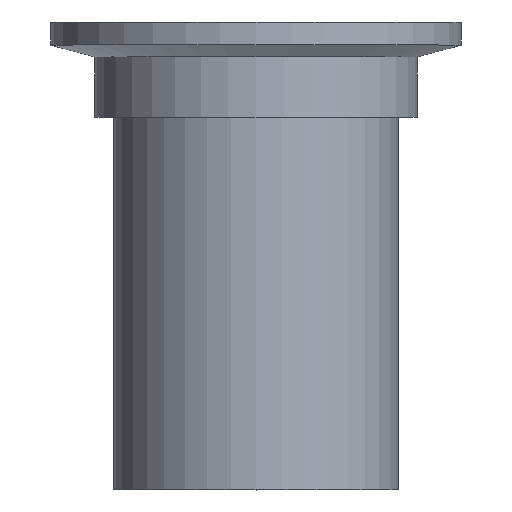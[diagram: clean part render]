
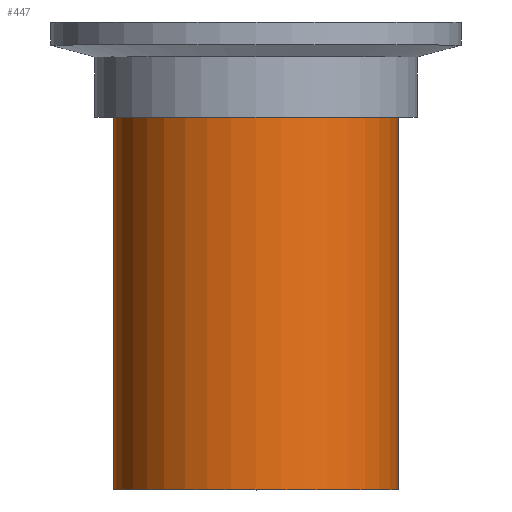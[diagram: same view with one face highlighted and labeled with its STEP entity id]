
A CAD part, top view. The second image highlights one B-rep face of the part: STEP entity #447.
In plain terms, the highlighted cylindrical face has radius 19.05 mm (diameter 38.1 mm), a partial arc.
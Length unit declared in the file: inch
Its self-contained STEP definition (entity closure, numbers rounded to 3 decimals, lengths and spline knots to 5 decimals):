
#67 = DIRECTION ( 'NONE',  ( 0., 1., 0. ) ) ;
#70 = AXIS2_PLACEMENT_3D ( 'NONE', #407, #477, #400 ) ;
#74 = LINE ( 'NONE', #296, #345 ) ;
#82 = VECTOR ( 'NONE', #454, 39.37008 ) ;
#97 = EDGE_LOOP ( 'NONE', ( #292, #362, #242, #313 ) ) ;
#135 = DIRECTION ( 'NONE',  ( -1., 0., 0. ) ) ;
#139 = CARTESIAN_POINT ( 'NONE',  ( -0.75, -0.5, 0. ) ) ;
#161 = EDGE_CURVE ( 'NONE', #285, #385, #309, .T. ) ;
#172 = VERTEX_POINT ( 'NONE', #382 ) ;
#208 = CARTESIAN_POINT ( 'NONE',  ( 0., -2.46, 0. ) ) ;
#218 = CIRCLE ( 'NONE', #284, 0.75 ) ;
#242 = ORIENTED_EDGE ( 'NONE', *, *, #471, .F. ) ;
#284 = AXIS2_PLACEMENT_3D ( 'NONE', #208, #356, #135 ) ;
#285 = VERTEX_POINT ( 'NONE', #424 ) ;
#288 = VERTEX_POINT ( 'NONE', #418 ) ;
#292 = ORIENTED_EDGE ( 'NONE', *, *, #421, .T. ) ;
#296 = CARTESIAN_POINT ( 'NONE',  ( 0.75, 0., 0. ) ) ;
#309 = LINE ( 'NONE', #350, #82 ) ;
#313 = ORIENTED_EDGE ( 'NONE', *, *, #161, .F. ) ;
#332 = DIRECTION ( 'NONE',  ( 0., 1., 0. ) ) ;
#345 = VECTOR ( 'NONE', #67, 39.37008 ) ;
#350 = CARTESIAN_POINT ( 'NONE',  ( -0.75, 0., 0. ) ) ;
#356 = DIRECTION ( 'NONE',  ( 0., 1., 0. ) ) ;
#362 = ORIENTED_EDGE ( 'NONE', *, *, #482, .T. ) ;
#366 = CARTESIAN_POINT ( 'NONE',  ( 0., -0.5, 0. ) ) ;
#370 = CYLINDRICAL_SURFACE ( 'NONE', #70, 0.75 ) ;
#382 = CARTESIAN_POINT ( 'NONE',  ( 0.75, -2.46, 0. ) ) ;
#385 = VERTEX_POINT ( 'NONE', #139 ) ;
#400 = DIRECTION ( 'NONE',  ( -1., 0., 0. ) ) ;
#402 = DIRECTION ( 'NONE',  ( -1., 0., 0. ) ) ;
#407 = CARTESIAN_POINT ( 'NONE',  ( 0., 0., 0. ) ) ;
#418 = CARTESIAN_POINT ( 'NONE',  ( 0.75, -0.5, 0. ) ) ;
#421 = EDGE_CURVE ( 'NONE', #285, #172, #218, .T. ) ;
#424 = CARTESIAN_POINT ( 'NONE',  ( -0.75, -2.46, 0. ) ) ;
#447 = ADVANCED_FACE ( 'NONE', ( #483 ), #370, .T. ) ;
#453 = AXIS2_PLACEMENT_3D ( 'NONE', #366, #332, #402 ) ;
#454 = DIRECTION ( 'NONE',  ( 0., 1., 0. ) ) ;
#464 = CIRCLE ( 'NONE', #453, 0.75 ) ;
#471 = EDGE_CURVE ( 'NONE', #385, #288, #464, .T. ) ;
#477 = DIRECTION ( 'NONE',  ( 0., 1., 0. ) ) ;
#482 = EDGE_CURVE ( 'NONE', #172, #288, #74, .T. ) ;
#483 = FACE_OUTER_BOUND ( 'NONE', #97, .T. ) ;
